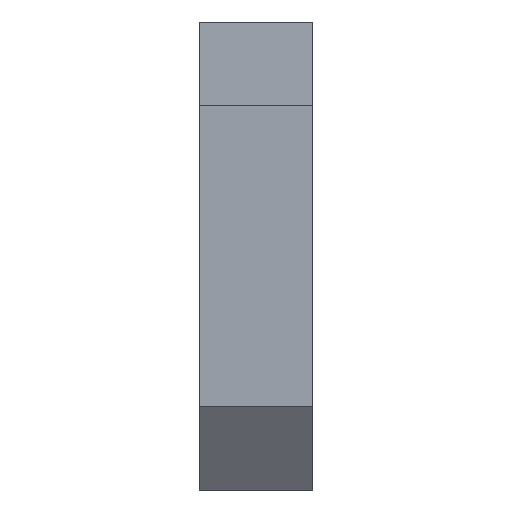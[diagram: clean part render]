
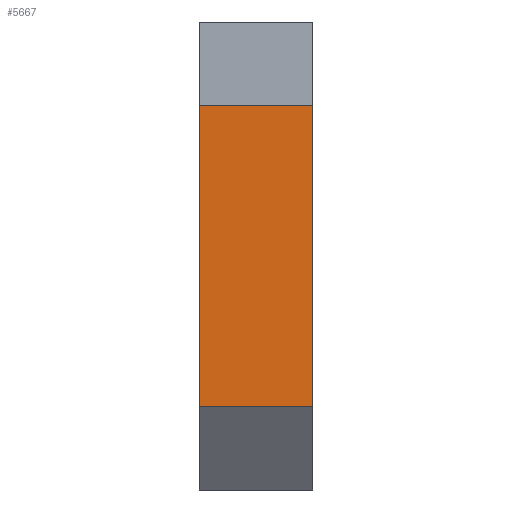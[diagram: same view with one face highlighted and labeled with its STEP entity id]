
A CAD part, front view. The second image highlights one B-rep face of the part: STEP entity #5667.
In plain terms, the highlighted planar face has unit normal (0, -1, 0).
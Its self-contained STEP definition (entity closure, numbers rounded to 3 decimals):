
#90=DIRECTION('',(0.,0.,-1.));
#91=VECTOR('',#90,40.);
#92=CARTESIAN_POINT('',(-7.5,-500.,20.));
#93=LINE('',#92,#91);
#910=DIRECTION('',(1.,0.,0.));
#911=VECTOR('',#910,15.);
#912=CARTESIAN_POINT('',(-7.5,-500.,-20.));
#913=LINE('',#912,#911);
#914=DIRECTION('',(1.,0.,0.));
#915=VECTOR('',#914,15.);
#916=CARTESIAN_POINT('',(-7.5,-500.,20.));
#917=LINE('',#916,#915);
#947=DIRECTION('',(0.,0.,-1.));
#948=VECTOR('',#947,40.);
#949=CARTESIAN_POINT('',(7.5,-500.,20.));
#950=LINE('',#949,#948);
#4139=CARTESIAN_POINT('',(-7.5,-500.,20.));
#4140=VERTEX_POINT('',#4139);
#4141=CARTESIAN_POINT('',(-7.5,-500.,-20.));
#4142=VERTEX_POINT('',#4141);
#4155=CARTESIAN_POINT('',(7.5,-500.,20.));
#4156=VERTEX_POINT('',#4155);
#4157=CARTESIAN_POINT('',(7.5,-500.,-20.));
#4158=VERTEX_POINT('',#4157);
#5654=CARTESIAN_POINT('',(-7.5,-500.,20.));
#5655=DIRECTION('',(0.,-1.,0.));
#5656=DIRECTION('',(0.,0.,-1.));
#5657=AXIS2_PLACEMENT_3D('',#5654,#5655,#5656);
#5658=PLANE('',#5657);
#5659=ORIENTED_EDGE('',*,*,#5232,.F.);
#5661=ORIENTED_EDGE('',*,*,#5660,.T.);
#5663=ORIENTED_EDGE('',*,*,#5662,.T.);
#5664=ORIENTED_EDGE('',*,*,#5646,.F.);
#5665=EDGE_LOOP('',(#5659,#5661,#5663,#5664));
#5666=FACE_OUTER_BOUND('',#5665,.F.);
#5232=EDGE_CURVE('',#4140,#4142,#93,.T.);
#5646=EDGE_CURVE('',#4142,#4158,#913,.T.);
#5660=EDGE_CURVE('',#4140,#4156,#917,.T.);
#5662=EDGE_CURVE('',#4156,#4158,#950,.T.);
#5667=ADVANCED_FACE('',(#5666),#5658,.T.);
